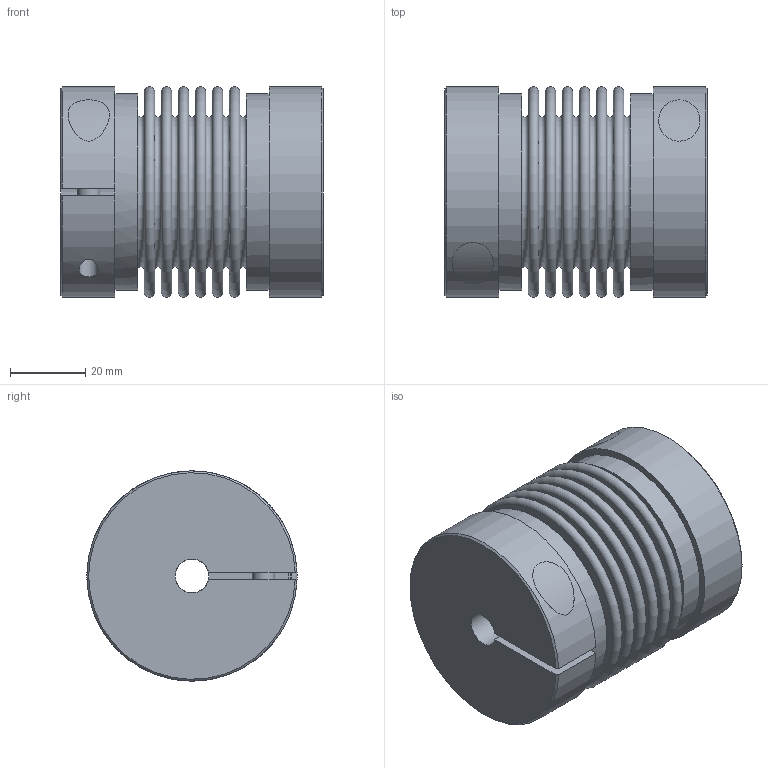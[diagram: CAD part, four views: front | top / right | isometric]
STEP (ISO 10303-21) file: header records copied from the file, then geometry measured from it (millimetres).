
FILE_DESCRIPTION( ( 'Unknown' ), '1' );
FILE_NAME( 'KM 20.stp', 'Unknown', ( 'Unknown' ), ( 'Unknown' ), 'PSStep 10.1', 'Unknown', ' ' );
FILE_SCHEMA( ( 'AUTOMOTIVE_DESIGN { 1 0 10303 214 1 1 1 1 }' ) );
Length unit declared in the file: millimetre
Products named in the file (1): KM20
Bounding box: 70 x 56 x 56 mm (x, y, z)
Volume: 98502.1 mm3; surface area: 56141.3 mm2
Topology: 1 solids, 3 shells, 130 faces, 260 edges, 168 vertices
Faces by surface type: plane 74, torus 28, cylinder 24, cone 4
Full cylindrical faces by diameter (mm): 5 x2, 6 x2, 6.6 x2, 10 x2, 11 x2, 52.32 x2
Entity records: 5463 total; most frequent: CARTESIAN_POINT 1876, DIRECTION 564, ORIENTED_EDGE 408, AXIS2_PLACEMENT_3D 237, EDGE_LOOP 210, EDGE_CURVE 204, FACE_OUTER_BOUND 168, VERTEX_POINT 156
